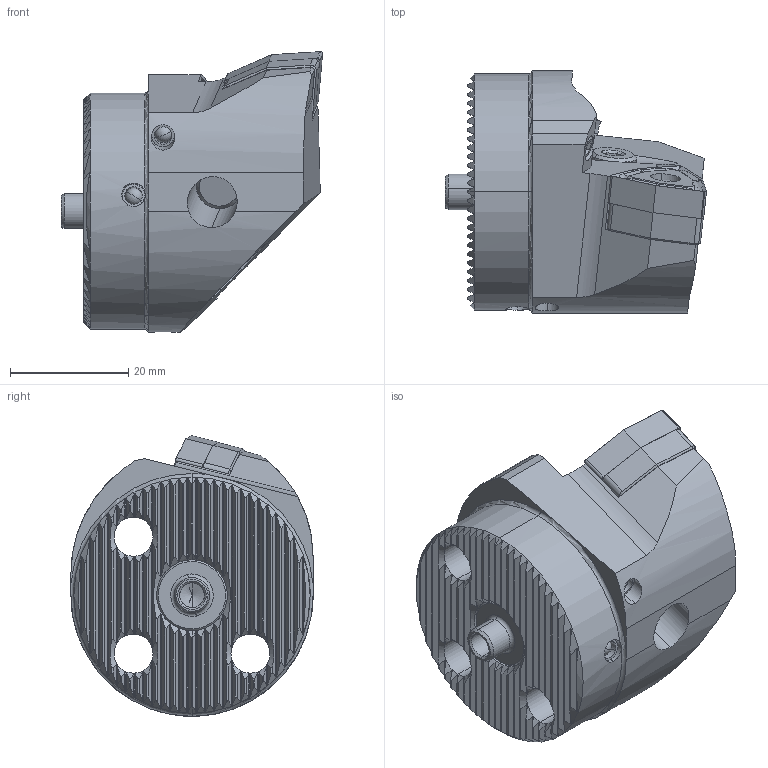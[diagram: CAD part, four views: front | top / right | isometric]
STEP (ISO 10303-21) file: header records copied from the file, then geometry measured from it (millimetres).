
FILE_DESCRIPTION (( 'STEP AP214' ), '1' );
FILE_NAME ('WK1.PWE.LLC.040.STEP', '2020-09-16T12:31:54', ( '' ), ( '' ), 'SwSTEP 2.0', 'SolidWorks 2017', '' );
FILE_SCHEMA (( 'AUTOMOTIVE_DESIGN' ));
Length unit declared in the file: millimetre
Products named in the file (10): WNMG080404; WK1.PWE.LLC.040; WDF-ER3.101.000_A; KVT_MB_600_040; WCD-ER1.101.000; WK2-ER1.001.012_A_Fertigbearbeitung; WWE-ER2.101.004_A; WCD-ER4.101.017_A; WK1-PWE.LLC.040_B; WKX-ER1.004.005_A_PreviewCfg
Assembly tree (12 placements, depth 2):
  WK1.PWE.LLC.040
    WK1-PWE.LLC.040_B
    WWE-ER2.101.004_A
    WNMG080404
    WDF-ER3.101.000_A
    WCD-ER4.101.017_A
    WCD-ER1.101.000
    KVT_MB_600_040  x3
    WKX-ER1.004.005_A_PreviewCfg  x2
    WK2-ER1.001.012_A_Fertigbearbeitung
Bounding box: 44.2 x 41 x 47.51 mm (x, y, z)
Volume: 31772.8 mm3; surface area: 15041 mm2
Topology: 15 solids, 15 shells, 690 faces, 1827 edges, 1142 vertices
Faces by surface type: plane 276, cylinder 220, cone 150, bspline 21, torus 17, sphere 6
Entity records: 21643 total; most frequent: CARTESIAN_POINT 6801, ORIENTED_EDGE 3272, DIRECTION 2655, EDGE_CURVE 1636, VERTEX_POINT 1043, AXIS2_PLACEMENT_3D 992, VECTOR 671, LINE 671
